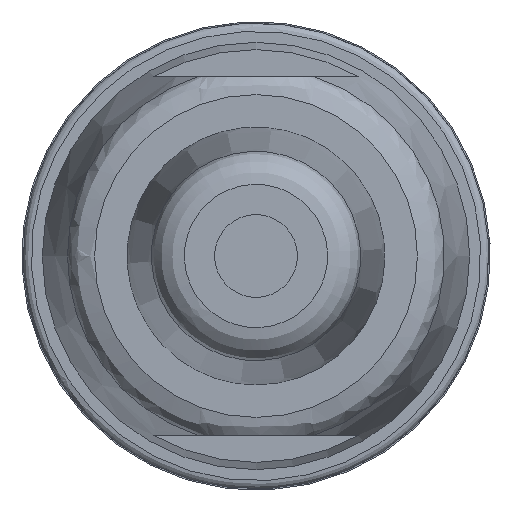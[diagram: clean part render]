
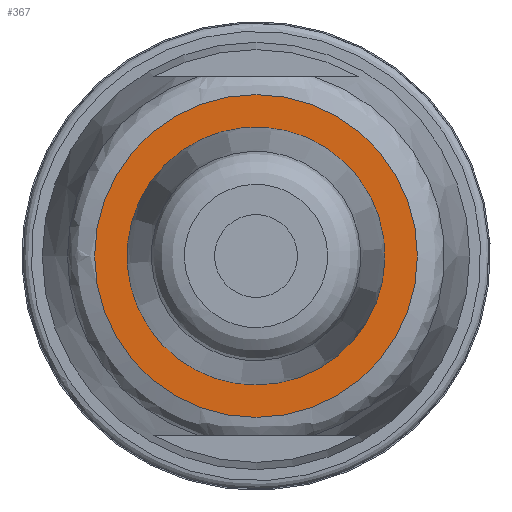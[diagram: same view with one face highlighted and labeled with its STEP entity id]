
A CAD part, front view. The second image highlights one B-rep face of the part: STEP entity #367.
In plain terms, the highlighted planar face has unit normal (0, -1, 0).
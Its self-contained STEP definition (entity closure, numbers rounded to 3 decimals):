
#367=ADVANCED_FACE('',(#486,#487),#446,.T.);
#446=PLANE('',#1767);
#486=FACE_BOUND('',#591,.T.);
#487=FACE_BOUND('',#592,.T.);
#591=EDGE_LOOP('',(#961));
#592=EDGE_LOOP('',(#962));
#676=CIRCLE('',#1763,4.678);
#677=CIRCLE('',#1766,5.853);
#961=ORIENTED_EDGE('',*,*,#1390,.F.);
#962=ORIENTED_EDGE('',*,*,#1391,.F.);
#1208=VERTEX_POINT('',#2582);
#1209=VERTEX_POINT('',#2586);
#1390=EDGE_CURVE('',#1208,#1208,#676,.T.);
#1391=EDGE_CURVE('',#1209,#1209,#677,.T.);
#1763=AXIS2_PLACEMENT_3D('',#2581,#2082,#2083);
#1766=AXIS2_PLACEMENT_3D('',#2585,#2088,#2089);
#1767=AXIS2_PLACEMENT_3D('',#2587,#2090,#2091);
#2082=DIRECTION('',(0.,-1.,0.));
#2083=DIRECTION('',(0.,0.,-1.));
#2088=DIRECTION('',(0.,1.,0.));
#2089=DIRECTION('',(-1.,0.,0.));
#2090=DIRECTION('',(0.,-1.,0.));
#2091=DIRECTION('',(-1.,0.,0.));
#2581=CARTESIAN_POINT('',(21.985,-55.865,0.));
#2582=CARTESIAN_POINT('',(21.985,-55.865,-4.678));
#2585=CARTESIAN_POINT('',(21.985,-55.865,0.));
#2586=CARTESIAN_POINT('',(16.132,-55.865,0.));
#2587=CARTESIAN_POINT('',(28.423,-55.865,6.438));
